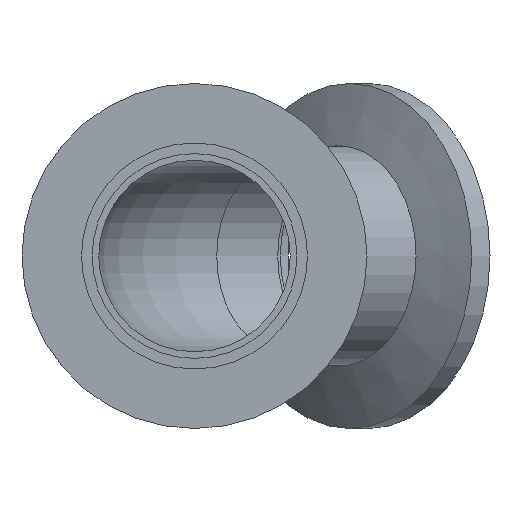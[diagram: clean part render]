
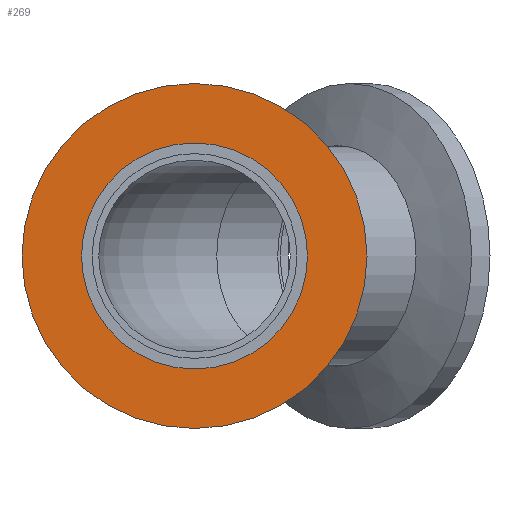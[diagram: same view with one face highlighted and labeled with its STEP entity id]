
A CAD part, front view. The second image highlights one B-rep face of the part: STEP entity #269.
In plain terms, the highlighted planar face has unit normal (0, -1, 0).
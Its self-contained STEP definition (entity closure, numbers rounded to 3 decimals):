
#35=FACE_BOUND('',#70,.T.);
#40=PLANE('',#355);
#51=FACE_OUTER_BOUND('',#69,.T.);
#69=EDGE_LOOP('',(#222,#223));
#70=EDGE_LOOP('',(#224,#225));
#101=CIRCLE('',#335,20.);
#102=CIRCLE('',#336,20.);
#113=CIRCLE('',#353,13.1);
#114=CIRCLE('',#354,13.1);
#127=VERTEX_POINT('',#490);
#128=VERTEX_POINT('',#492);
#139=VERTEX_POINT('',#524);
#140=VERTEX_POINT('',#526);
#152=EDGE_CURVE('',#127,#128,#101,.T.);
#153=EDGE_CURVE('',#128,#127,#102,.T.);
#168=EDGE_CURVE('',#140,#139,#113,.T.);
#169=EDGE_CURVE('',#139,#140,#114,.T.);
#222=ORIENTED_EDGE('',*,*,#153,.F.);
#223=ORIENTED_EDGE('',*,*,#152,.F.);
#224=ORIENTED_EDGE('',*,*,#168,.T.);
#225=ORIENTED_EDGE('',*,*,#169,.T.);
#269=ADVANCED_FACE('',(#51,#35),#40,.T.);
#335=AXIS2_PLACEMENT_3D('',#493,#389,#390);
#336=AXIS2_PLACEMENT_3D('',#494,#391,#392);
#353=AXIS2_PLACEMENT_3D('',#527,#429,#430);
#354=AXIS2_PLACEMENT_3D('',#528,#431,#432);
#355=AXIS2_PLACEMENT_3D('',#529,#433,#434);
#389=DIRECTION('center_axis',(0.,1.,0.));
#390=DIRECTION('ref_axis',(1.,0.,0.));
#391=DIRECTION('center_axis',(0.,1.,0.));
#392=DIRECTION('ref_axis',(1.,0.,0.));
#429=DIRECTION('center_axis',(0.,1.,0.));
#430=DIRECTION('ref_axis',(1.,0.,0.));
#431=DIRECTION('center_axis',(0.,1.,0.));
#432=DIRECTION('ref_axis',(1.,0.,0.));
#433=DIRECTION('center_axis',(0.,-1.,0.));
#434=DIRECTION('ref_axis',(0.,0.,-1.));
#490=CARTESIAN_POINT('',(20.,0.,0.));
#492=CARTESIAN_POINT('',(-20.,0.,0.));
#493=CARTESIAN_POINT('Origin',(0.,0.,0.));
#494=CARTESIAN_POINT('Origin',(0.,0.,0.));
#524=CARTESIAN_POINT('',(13.1,0.,0.));
#526=CARTESIAN_POINT('',(-13.1,0.,0.));
#527=CARTESIAN_POINT('Origin',(0.,0.,0.));
#528=CARTESIAN_POINT('Origin',(0.,0.,0.));
#529=CARTESIAN_POINT('Origin',(-20.,0.,0.));
